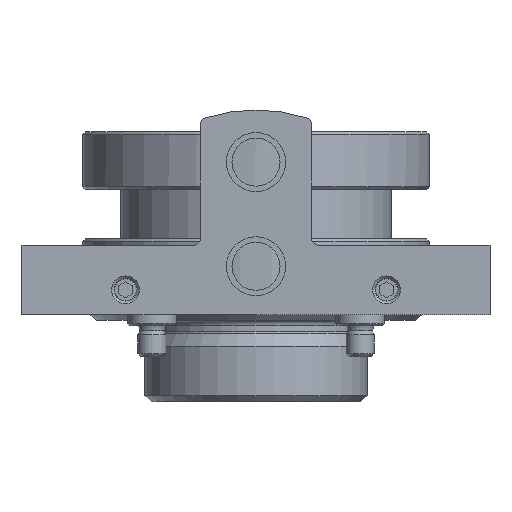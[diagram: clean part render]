
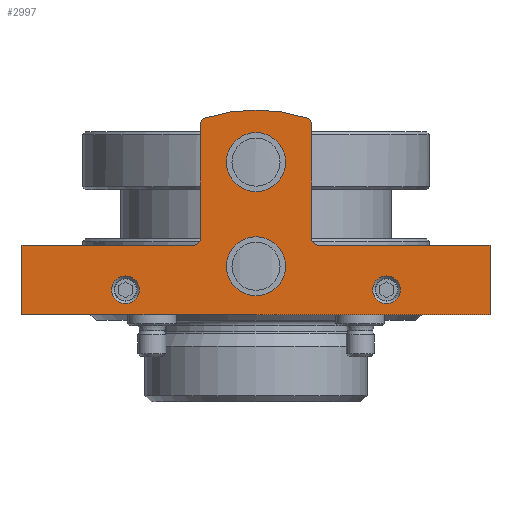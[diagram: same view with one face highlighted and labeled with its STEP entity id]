
A CAD part, front view. The second image highlights one B-rep face of the part: STEP entity #2997.
In plain terms, the highlighted face is planar.
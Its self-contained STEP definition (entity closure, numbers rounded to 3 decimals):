
#163=LINE('',#5027,#369);
#177=LINE('',#5067,#383);
#179=LINE('',#5071,#385);
#181=LINE('',#5075,#387);
#183=LINE('',#5079,#389);
#186=LINE('',#5087,#392);
#191=LINE('',#5103,#397);
#369=VECTOR('',#3965,1000.);
#383=VECTOR('',#3997,1000.);
#385=VECTOR('',#4001,1000.);
#387=VECTOR('',#4005,1000.);
#389=VECTOR('',#4009,1000.);
#392=VECTOR('',#4018,1000.);
#397=VECTOR('',#4037,1000.);
#514=PLANE('',#3338);
#694=CIRCLE('',#3327,1.);
#695=CIRCLE('',#3330,1.);
#696=CIRCLE('',#3332,24.);
#697=CIRCLE('',#3334,1.);
#698=CIRCLE('',#3337,1.);
#699=CIRCLE('',#3339,4.25);
#700=CIRCLE('',#3340,4.25);
#701=CIRCLE('',#3341,2.);
#702=CIRCLE('',#3342,2.);
#1237=ORIENTED_EDGE('',*,*,#1819,.T.);
#1238=ORIENTED_EDGE('',*,*,#1820,.T.);
#1239=ORIENTED_EDGE('',*,*,#1821,.F.);
#1240=ORIENTED_EDGE('',*,*,#1822,.F.);
#1241=ORIENTED_EDGE('',*,*,#1799,.T.);
#1242=ORIENTED_EDGE('',*,*,#1801,.T.);
#1243=ORIENTED_EDGE('',*,*,#1778,.T.);
#1244=ORIENTED_EDGE('',*,*,#1803,.T.);
#1245=ORIENTED_EDGE('',*,*,#1805,.T.);
#1246=ORIENTED_EDGE('',*,*,#1807,.F.);
#1247=ORIENTED_EDGE('',*,*,#1809,.T.);
#1248=ORIENTED_EDGE('',*,*,#1811,.T.);
#1249=ORIENTED_EDGE('',*,*,#1813,.T.);
#1250=ORIENTED_EDGE('',*,*,#1815,.T.);
#1251=ORIENTED_EDGE('',*,*,#1817,.T.);
#1252=ORIENTED_EDGE('',*,*,#1818,.F.);
#1778=EDGE_CURVE('',#2119,#2118,#163,.T.);
#1799=EDGE_CURVE('',#2136,#2135,#177,.T.);
#1801=EDGE_CURVE('',#2135,#2119,#179,.T.);
#1803=EDGE_CURVE('',#2118,#2137,#181,.T.);
#1805=EDGE_CURVE('',#2137,#2138,#183,.T.);
#1807=EDGE_CURVE('',#2139,#2138,#694,.T.);
#1809=EDGE_CURVE('',#2139,#2140,#186,.T.);
#1811=EDGE_CURVE('',#2140,#2141,#695,.T.);
#1813=EDGE_CURVE('',#2141,#2142,#696,.T.);
#1815=EDGE_CURVE('',#2142,#2143,#697,.T.);
#1817=EDGE_CURVE('',#2143,#2144,#191,.T.);
#1818=EDGE_CURVE('',#2136,#2144,#698,.T.);
#1819=EDGE_CURVE('',#2145,#2145,#699,.T.);
#1820=EDGE_CURVE('',#2146,#2146,#700,.T.);
#1821=EDGE_CURVE('',#2147,#2147,#701,.T.);
#1822=EDGE_CURVE('',#2148,#2148,#702,.T.);
#2118=VERTEX_POINT('',#5026);
#2119=VERTEX_POINT('',#5028);
#2135=VERTEX_POINT('',#5066);
#2136=VERTEX_POINT('',#5068);
#2137=VERTEX_POINT('',#5074);
#2138=VERTEX_POINT('',#5078);
#2139=VERTEX_POINT('',#5082);
#2140=VERTEX_POINT('',#5086);
#2141=VERTEX_POINT('',#5090);
#2142=VERTEX_POINT('',#5094);
#2143=VERTEX_POINT('',#5098);
#2144=VERTEX_POINT('',#5102);
#2145=VERTEX_POINT('',#5108);
#2146=VERTEX_POINT('',#5110);
#2147=VERTEX_POINT('',#5112);
#2148=VERTEX_POINT('',#5114);
#2416=EDGE_LOOP('',(#1237));
#2417=EDGE_LOOP('',(#1238));
#2418=EDGE_LOOP('',(#1239));
#2419=EDGE_LOOP('',(#1240));
#2420=EDGE_LOOP('',(#1241,#1242,#1243,#1244,#1245,#1246,#1247,#1248,#1249,
#1250,#1251,#1252));
#2700=FACE_BOUND('',#2416,.T.);
#2701=FACE_BOUND('',#2417,.T.);
#2702=FACE_BOUND('',#2418,.T.);
#2703=FACE_BOUND('',#2419,.T.);
#2704=FACE_BOUND('',#2420,.T.);
#2997=ADVANCED_FACE('',(#2700,#2701,#2702,#2703,#2704),#514,.T.);
#3327=AXIS2_PLACEMENT_3D('',#5083,#4013,#4014);
#3330=AXIS2_PLACEMENT_3D('',#5091,#4022,#4023);
#3332=AXIS2_PLACEMENT_3D('',#5095,#4027,#4028);
#3334=AXIS2_PLACEMENT_3D('',#5099,#4032,#4033);
#3337=AXIS2_PLACEMENT_3D('',#5105,#4040,#4041);
#3338=AXIS2_PLACEMENT_3D('',#5106,#4042,#4043);
#3339=AXIS2_PLACEMENT_3D('',#5107,#4044,#4045);
#3340=AXIS2_PLACEMENT_3D('',#5109,#4046,#4047);
#3341=AXIS2_PLACEMENT_3D('',#5111,#4048,#4049);
#3342=AXIS2_PLACEMENT_3D('',#5113,#4050,#4051);
#3965=DIRECTION('',(1.,0.,0.));
#3997=DIRECTION('',(-1.,0.,0.));
#4001=DIRECTION('',(0.,-1.,0.));
#4005=DIRECTION('',(0.,1.,0.));
#4009=DIRECTION('',(-1.,0.,0.));
#4013=DIRECTION('',(0.,0.,1.));
#4014=DIRECTION('',(1.,0.,0.));
#4018=DIRECTION('',(0.,1.,0.));
#4022=DIRECTION('',(0.,0.,1.));
#4023=DIRECTION('',(1.,0.,0.));
#4027=DIRECTION('',(0.,0.,1.));
#4028=DIRECTION('',(1.,0.,0.));
#4032=DIRECTION('',(0.,0.,1.));
#4033=DIRECTION('',(1.,0.,0.));
#4037=DIRECTION('',(0.,-1.,0.));
#4040=DIRECTION('',(0.,0.,1.));
#4041=DIRECTION('',(1.,0.,0.));
#4042=DIRECTION('',(0.,0.,1.));
#4043=DIRECTION('',(1.,0.,0.));
#4044=DIRECTION('',(0.,0.,-1.));
#4045=DIRECTION('',(-1.,0.,0.));
#4046=DIRECTION('',(0.,0.,-1.));
#4047=DIRECTION('',(-1.,0.,0.));
#4048=DIRECTION('',(0.,0.,1.));
#4049=DIRECTION('',(1.,0.,0.));
#4050=DIRECTION('',(0.,0.,1.));
#4051=DIRECTION('',(1.,0.,0.));
#5026=CARTESIAN_POINT('',(33.7,0.,12.));
#5027=CARTESIAN_POINT('',(-33.7,0.,12.));
#5028=CARTESIAN_POINT('',(-33.7,0.,12.));
#5066=CARTESIAN_POINT('',(-33.7,10.,12.));
#5067=CARTESIAN_POINT('',(-9.,10.,12.));
#5068=CARTESIAN_POINT('',(-9.,10.,12.));
#5071=CARTESIAN_POINT('',(-33.7,10.,12.));
#5074=CARTESIAN_POINT('',(33.7,10.,12.));
#5075=CARTESIAN_POINT('',(33.7,0.,12.));
#5078=CARTESIAN_POINT('',(9.,10.,12.));
#5079=CARTESIAN_POINT('',(33.7,10.,12.));
#5082=CARTESIAN_POINT('',(8.,11.,12.));
#5083=CARTESIAN_POINT('',(9.,11.,12.));
#5086=CARTESIAN_POINT('',(8.,27.409,12.));
#5087=CARTESIAN_POINT('',(8.,11.,12.));
#5090=CARTESIAN_POINT('',(7.304,28.361,12.));
#5091=CARTESIAN_POINT('',(7.,27.409,12.));
#5094=CARTESIAN_POINT('',(-7.304,28.361,12.));
#5095=CARTESIAN_POINT('',(0.,5.5,12.));
#5098=CARTESIAN_POINT('',(-8.,27.409,12.));
#5099=CARTESIAN_POINT('',(-7.,27.409,12.));
#5102=CARTESIAN_POINT('',(-8.,11.,12.));
#5103=CARTESIAN_POINT('',(-8.,27.409,12.));
#5105=CARTESIAN_POINT('',(-9.,11.,12.));
#5106=CARTESIAN_POINT('',(9.,11.,12.));
#5107=CARTESIAN_POINT('',(0.,22.,12.));
#5108=CARTESIAN_POINT('',(-4.25,22.,12.));
#5109=CARTESIAN_POINT('',(0.,7.,12.));
#5110=CARTESIAN_POINT('',(-4.25,7.,12.));
#5111=CARTESIAN_POINT('',(-18.8,3.6,12.));
#5112=CARTESIAN_POINT('',(-16.8,3.6,12.));
#5113=CARTESIAN_POINT('',(18.8,3.6,12.));
#5114=CARTESIAN_POINT('',(20.8,3.6,12.));
